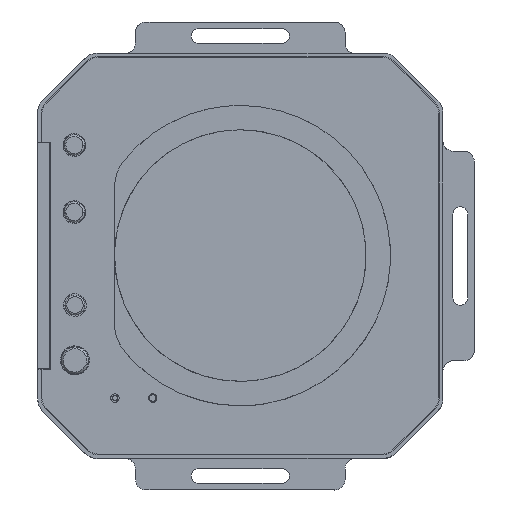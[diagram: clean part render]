
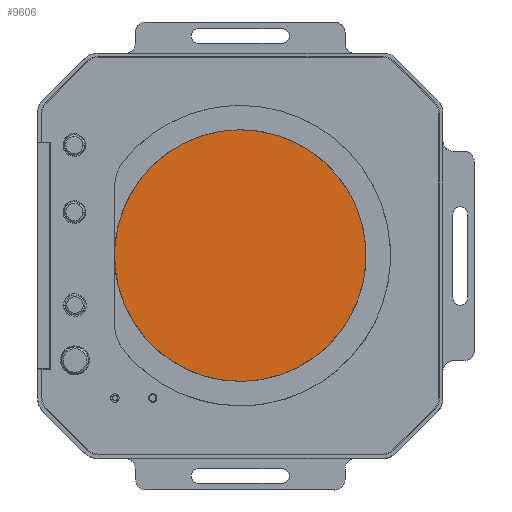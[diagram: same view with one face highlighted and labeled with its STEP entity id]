
A CAD part, top view. The second image highlights one B-rep face of the part: STEP entity #9606.
In plain terms, the highlighted planar face has unit normal (0, 0, 1).
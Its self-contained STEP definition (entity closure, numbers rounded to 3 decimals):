
#364 = CARTESIAN_POINT ( 'NONE',  ( -4.249, 0.001, 72.9 ) ) ;
#784 = VERTEX_POINT ( 'NONE', #17440 ) ;
#956 = CARTESIAN_POINT ( 'NONE',  ( -39.097, -9.333, 72.9 ) ) ;
#1041 = CARTESIAN_POINT ( 'NONE',  ( -4.249, 36.001, 72.9 ) ) ;
#1207 = CARTESIAN_POINT ( 'NONE',  ( -8.961, -35.767, 72.9 ) ) ;
#1452 = CARTESIAN_POINT ( 'NONE',  ( -26.209, -28.623, 72.9 ) ) ;
#2641 = PLANE ( 'NONE',  #10804 ) ;
#2764 = CARTESIAN_POINT ( 'NONE',  ( -40.249, -2.355, 72.9 ) ) ;
#2876 = CARTESIAN_POINT ( 'NONE',  ( -28.039, 27.123, 72.9 ) ) ;
#2994 = CARTESIAN_POINT ( 'NONE',  ( -6.605, -35.999, 72.9 ) ) ;
#3237 = CARTESIAN_POINT ( 'NONE',  ( -32.873, -21.958, 72.9 ) ) ;
#3312 = ORIENTED_EDGE ( 'NONE', *, *, #9744, .F. ) ;
#3413 = CARTESIAN_POINT ( 'NONE',  ( 5.085, -34.847, 72.9 ) ) ;
#3453 = CARTESIAN_POINT ( 'NONE',  ( 0.463, 35.769, 72.9 ) ) ;
#3576 = CARTESIAN_POINT ( 'NONE',  ( 11.705, 32.359, 72.9 ) ) ;
#3770 = B_SPLINE_CURVE_WITH_KNOTS ( 'NONE', 3,
 ( #9293, #12519, #3453, #10722, #18023, #3576, #5365, #10845, #18136, #23645, #21216, #12129, #21460, #19425, #14165, #10571, #21576, #14285, #17984, #5216, #12250, #14403, #23386, #15834, #12486, #23142, #5105, #17749, #6763, #16067, #3413, #13928, #15950, #14046 ),
 .UNSPECIFIED., .F., .F.,
 ( 4, 2, 2, 2, 2, 2, 2, 2, 2, 2, 2, 2, 2, 2, 2, 2, 4 ),
 ( 0., 0.063, 0.125, 0.188, 0.25, 0.313, 0.375, 0.438, 0.5, 0.563, 0.625, 0.688, 0.75, 0.813, 0.875, 0.938, 1. ),
 .UNSPECIFIED. ) ;
#4496 = ORIENTED_EDGE ( 'NONE', *, *, #9136, .F. ) ;
#4695 = CARTESIAN_POINT ( 'NONE',  ( -20.202, -32.357, 72.9 ) ) ;
#5105 = CARTESIAN_POINT ( 'NONE',  ( 17.711, -28.623, 72.9 ) ) ;
#5216 = CARTESIAN_POINT ( 'NONE',  ( 30.6, -9.333, 72.9 ) ) ;
#5365 = CARTESIAN_POINT ( 'NONE',  ( 13.793, 31.243, 72.9 ) ) ;
#6348 = DIRECTION ( 'NONE',  ( 0., -1., 0. ) ) ;
#6588 = CARTESIAN_POINT ( 'NONE',  ( -6.605, 36.001, 72.9 ) ) ;
#6763 = CARTESIAN_POINT ( 'NONE',  ( 11.705, -32.357, 72.9 ) ) ;
#6824 = CARTESIAN_POINT ( 'NONE',  ( -13.583, 34.85, 72.9 ) ) ;
#8374 = CARTESIAN_POINT ( 'NONE',  ( -40.249, 2.357, 72.9 ) ) ;
#8493 = CARTESIAN_POINT ( 'NONE',  ( -38.41, -11.599, 72.9 ) ) ;
#8615 = CARTESIAN_POINT ( 'NONE',  ( -36.607, -15.952, 72.9 ) ) ;
#9136 = EDGE_CURVE ( 'NONE', #20701, #784, #3770, .T. ) ;
#9293 = CARTESIAN_POINT ( 'NONE',  ( -4.249, 36.001, 72.9 ) ) ;
#9453 = FACE_OUTER_BOUND ( 'NONE', #18349, .T. ) ;
#9606 = ADVANCED_FACE ( 'NONE', ( #9453 ), #2641, .T. ) ;
#9744 = EDGE_CURVE ( 'NONE', #784, #20701, #13135, .T. ) ;
#10274 = CARTESIAN_POINT ( 'NONE',  ( -22.29, -31.241, 72.9 ) ) ;
#10513 = CARTESIAN_POINT ( 'NONE',  ( -22.29, 31.243, 72.9 ) ) ;
#10571 = CARTESIAN_POINT ( 'NONE',  ( 31.519, 4.714, 72.9 ) ) ;
#10722 = CARTESIAN_POINT ( 'NONE',  ( 5.085, 34.85, 72.9 ) ) ;
#10804 = AXIS2_PLACEMENT_3D ( 'NONE', #364, #15416, #6348 ) ;
#10845 = CARTESIAN_POINT ( 'NONE',  ( 17.711, 28.625, 72.9 ) ) ;
#11954 = CARTESIAN_POINT ( 'NONE',  ( -40.017, 4.714, 72.9 ) ) ;
#12070 = CARTESIAN_POINT ( 'NONE',  ( -40.017, -4.711, 72.9 ) ) ;
#12129 = CARTESIAN_POINT ( 'NONE',  ( 26.993, 18.043, 72.9 ) ) ;
#12191 = CARTESIAN_POINT ( 'NONE',  ( -32.873, 21.961, 72.9 ) ) ;
#12250 = CARTESIAN_POINT ( 'NONE',  ( 29.912, -11.599, 72.9 ) ) ;
#12312 = CARTESIAN_POINT ( 'NONE',  ( -4.249, -35.999, 72.9 ) ) ;
#12486 = CARTESIAN_POINT ( 'NONE',  ( 22.873, -23.789, 72.9 ) ) ;
#12519 = CARTESIAN_POINT ( 'NONE',  ( -1.893, 36.001, 72.9 ) ) ;
#13135 = B_SPLINE_CURVE_WITH_KNOTS ( 'NONE', 3,
 ( #12312, #2994, #1207, #15541, #21042, #4695, #10274, #1452, #19608, #17334, #3237, #16010, #8615, #8493, #956, #12070, #2764, #8374, #11954, #17692, #22843, #19247, #15895, #12191, #17571, #2876, #23206, #10513, #17809, #17453, #6824, #15654, #6588, #21399 ),
 .UNSPECIFIED., .F., .F.,
 ( 4, 2, 2, 2, 2, 2, 2, 2, 2, 2, 2, 2, 2, 2, 2, 2, 4 ),
 ( 0., 0.063, 0.125, 0.188, 0.25, 0.313, 0.375, 0.438, 0.5, 0.563, 0.625, 0.688, 0.75, 0.813, 0.875, 0.938, 1. ),
 .UNSPECIFIED. ) ;
#13928 = CARTESIAN_POINT ( 'NONE',  ( 0.463, -35.767, 72.9 ) ) ;
#14046 = CARTESIAN_POINT ( 'NONE',  ( -4.249, -35.999, 72.9 ) ) ;
#14165 = CARTESIAN_POINT ( 'NONE',  ( 30.6, 9.335, 72.9 ) ) ;
#14285 = CARTESIAN_POINT ( 'NONE',  ( 31.751, -2.355, 72.9 ) ) ;
#14403 = CARTESIAN_POINT ( 'NONE',  ( 28.109, -15.952, 72.9 ) ) ;
#15416 = DIRECTION ( 'NONE',  ( 0., 0., 1. ) ) ;
#15541 = CARTESIAN_POINT ( 'NONE',  ( -13.583, -34.847, 72.9 ) ) ;
#15654 = CARTESIAN_POINT ( 'NONE',  ( -8.961, 35.769, 72.9 ) ) ;
#15834 = CARTESIAN_POINT ( 'NONE',  ( 24.375, -21.958, 72.9 ) ) ;
#15895 = CARTESIAN_POINT ( 'NONE',  ( -35.491, 18.043, 72.9 ) ) ;
#15950 = CARTESIAN_POINT ( 'NONE',  ( -1.893, -35.999, 72.9 ) ) ;
#16010 = CARTESIAN_POINT ( 'NONE',  ( -35.491, -18.04, 72.9 ) ) ;
#16067 = CARTESIAN_POINT ( 'NONE',  ( 7.351, -34.16, 72.9 ) ) ;
#17334 = CARTESIAN_POINT ( 'NONE',  ( -31.371, -23.789, 72.9 ) ) ;
#17440 = CARTESIAN_POINT ( 'NONE',  ( -4.249, -35.999, 72.9 ) ) ;
#17453 = CARTESIAN_POINT ( 'NONE',  ( -15.849, 34.163, 72.9 ) ) ;
#17571 = CARTESIAN_POINT ( 'NONE',  ( -31.371, 23.791, 72.9 ) ) ;
#17692 = CARTESIAN_POINT ( 'NONE',  ( -39.097, 9.335, 72.9 ) ) ;
#17749 = CARTESIAN_POINT ( 'NONE',  ( 13.793, -31.241, 72.9 ) ) ;
#17809 = CARTESIAN_POINT ( 'NONE',  ( -20.202, 32.359, 72.9 ) ) ;
#17984 = CARTESIAN_POINT ( 'NONE',  ( 31.519, -4.711, 72.9 ) ) ;
#18023 = CARTESIAN_POINT ( 'NONE',  ( 7.351, 34.163, 72.9 ) ) ;
#18136 = CARTESIAN_POINT ( 'NONE',  ( 19.541, 27.123, 72.9 ) ) ;
#18349 = EDGE_LOOP ( 'NONE', ( #3312, #4496 ) ) ;
#19247 = CARTESIAN_POINT ( 'NONE',  ( -36.607, 15.955, 72.9 ) ) ;
#19425 = CARTESIAN_POINT ( 'NONE',  ( 29.912, 11.601, 72.9 ) ) ;
#19608 = CARTESIAN_POINT ( 'NONE',  ( -28.039, -27.121, 72.9 ) ) ;
#20701 = VERTEX_POINT ( 'NONE', #1041 ) ;
#21042 = CARTESIAN_POINT ( 'NONE',  ( -15.849, -34.16, 72.9 ) ) ;
#21216 = CARTESIAN_POINT ( 'NONE',  ( 24.375, 21.961, 72.9 ) ) ;
#21399 = CARTESIAN_POINT ( 'NONE',  ( -4.249, 36.001, 72.9 ) ) ;
#21460 = CARTESIAN_POINT ( 'NONE',  ( 28.109, 15.955, 72.9 ) ) ;
#21576 = CARTESIAN_POINT ( 'NONE',  ( 31.751, 2.357, 72.9 ) ) ;
#22843 = CARTESIAN_POINT ( 'NONE',  ( -38.41, 11.601, 72.9 ) ) ;
#23142 = CARTESIAN_POINT ( 'NONE',  ( 19.541, -27.121, 72.9 ) ) ;
#23206 = CARTESIAN_POINT ( 'NONE',  ( -26.209, 28.625, 72.9 ) ) ;
#23386 = CARTESIAN_POINT ( 'NONE',  ( 26.993, -18.04, 72.9 ) ) ;
#23645 = CARTESIAN_POINT ( 'NONE',  ( 22.873, 23.791, 72.9 ) ) ;
